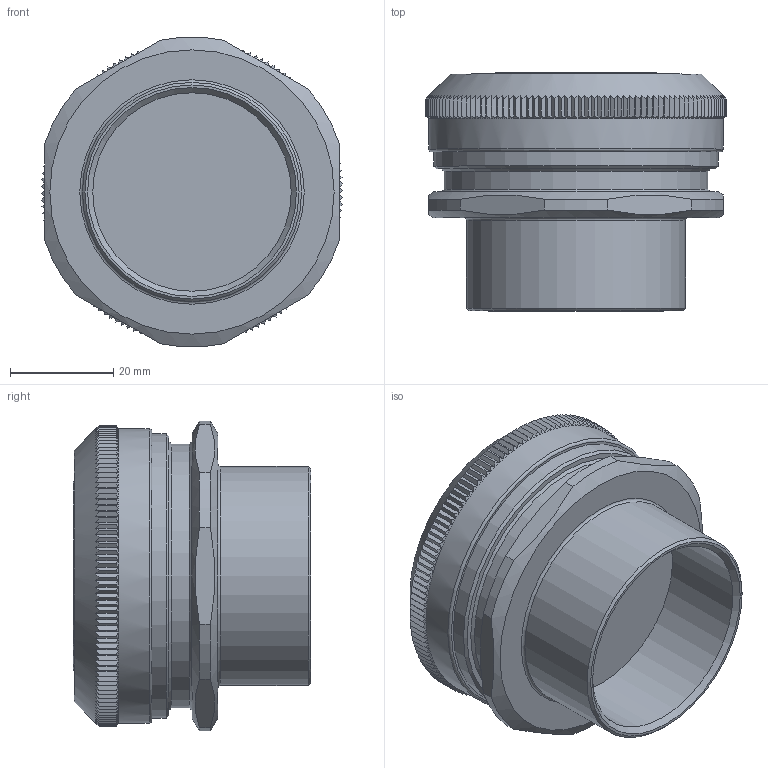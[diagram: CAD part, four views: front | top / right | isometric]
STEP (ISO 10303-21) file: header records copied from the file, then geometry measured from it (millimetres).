
FILE_DESCRIPTION(/* description */ (''),/* implementation_level */ '2;1');
FILE_NAME(/* name */ '',/* time_stamp */ '2025-06-27T13:56:13+07:00',/* author */ ('zeta-72'),/* organization */ (''),/* preprocessor_version */ 'ST-DEVELOPER v19.2',/* originating_system */ 'Autodesk Inventor 2024',/* authorisation */ '');
FILE_SCHEMA (('AUTOMOTIVE_DESIGN { 1 0 10303 214 3 1 1 }'));
Length unit declared in the file: millimetre
Products named in the file (1): Сборка МВВ-
М40-МР38_Упростить_
1
Bounding box: 58.32 x 46 x 59.86 mm (x, y, z)
Volume: 70387.5 mm3; surface area: 15648.5 mm2
Topology: 1 solids, 1 shells, 466 faces, 1082 edges, 626 vertices
Faces by surface type: plane 296, cone 149, cylinder 16, torus 3, bspline 2
Full cylindrical faces by diameter (mm): 35 x1, 38.4 x1, 42.4 x1, 46.8 x1, 51 x1, 55 x1, 57 x1
Entity records: 12928 total; most frequent: CARTESIAN_POINT 3553, ORIENTED_EDGE 2164, DIRECTION 1622, EDGE_CURVE 1082, AXIS2_PLACEMENT_3D 657, VERTEX_POINT 626, EDGE_LOOP 474, FACE_OUTER_BOUND 466
